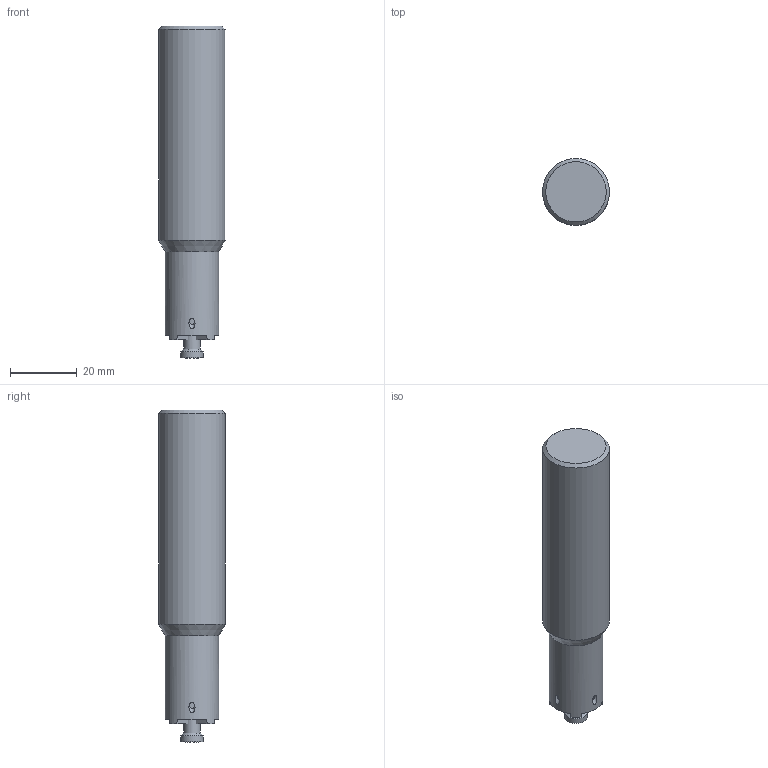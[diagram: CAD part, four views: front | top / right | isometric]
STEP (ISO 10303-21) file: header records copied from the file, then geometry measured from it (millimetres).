
FILE_DESCRIPTION(/* description */ (''),/* implementation_level */ '2;1');
FILE_NAME(/* name */ '335.14-2016.0-032-100_Detailed.stp',/* time_stamp */ '2024-08-09T11:37:18+05:00',/* author */ (''),/* organization */ (''),/* preprocessor_version */ 'ST-DEVELOPER v18.102',/* originating_system */ 'SIEMENS PLM Software NX2206.8101',/* authorisation */ '');
FILE_SCHEMA (('AUTOMOTIVE_DESIGN { 1 0 10303 214 3 1 1 1 }'));
Length unit declared in the file: millimetre
Products named in the file (1): 335.14-2016.0-032-100_step_stp_objects
Bounding box: 19.92 x 19.92 x 99.18 mm (x, y, z)
Volume: 26170.1 mm3; surface area: 6243.6 mm2
Topology: 1 solids, 1 shells, 48 faces, 140 edges, 102 vertices
Faces by surface type: cylinder 21, plane 19, bspline 5, cone 3
Full cylindrical faces by diameter (mm): 1.8 x4, 5 x1, 6.85 x1, 16 x1, 19.994 x1
Entity records: 2227 total; most frequent: CARTESIAN_POINT 1040, ORIENTED_EDGE 246, DIRECTION 197, EDGE_CURVE 123, VERTEX_POINT 94, AXIS2_PLACEMENT_3D 76, EDGE_LOOP 65, ADVANCED_FACE 48
